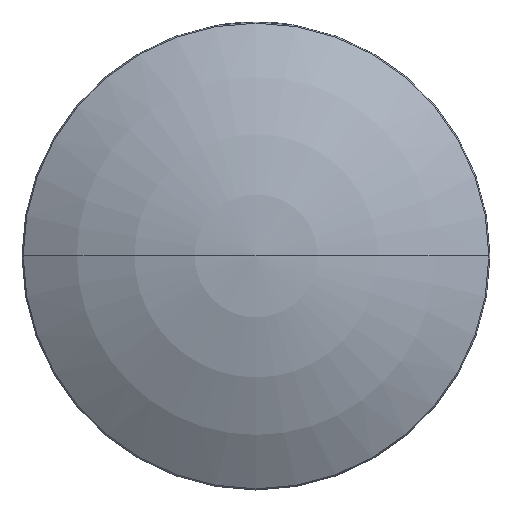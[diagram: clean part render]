
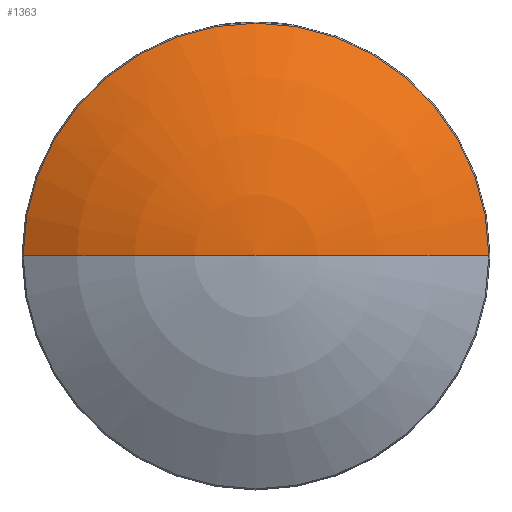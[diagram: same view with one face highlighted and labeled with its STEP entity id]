
A CAD part, top view. The second image highlights one B-rep face of the part: STEP entity #1363.
In plain terms, the highlighted toroidal (fillet/blend) face has major radius 0.013 mm and minor radius 46 mm.
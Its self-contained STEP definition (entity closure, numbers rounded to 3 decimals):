
#6 = DIRECTION ( 'NONE',  ( -1., 0., 0. ) ) ;
#53 = VERTEX_POINT ( 'NONE', #74 ) ;
#74 = CARTESIAN_POINT ( 'NONE',  ( 25.275, 0., -2.238 ) ) ;
#84 = EDGE_LOOP ( 'NONE', ( #1591, #923, #158 ) ) ;
#99 = CARTESIAN_POINT ( 'NONE',  ( 0., 0., -40.68 ) ) ;
#152 = FACE_OUTER_BOUND ( 'NONE', #84, .T. ) ;
#158 = ORIENTED_EDGE ( 'NONE', *, *, #1201, .F. ) ;
#185 = AXIS2_PLACEMENT_3D ( 'NONE', #862, #468, #1615 ) ;
#252 = DIRECTION ( 'NONE',  ( 0., 1., 0. ) ) ;
#363 = CARTESIAN_POINT ( 'NONE',  ( 0., 0., -2.238 ) ) ;
#398 = AXIS2_PLACEMENT_3D ( 'NONE', #363, #1620, #6 ) ;
#468 = DIRECTION ( 'NONE',  ( 0., -1., 0. ) ) ;
#474 = AXIS2_PLACEMENT_3D ( 'NONE', #1535, #252, #1281 ) ;
#505 = VERTEX_POINT ( 'NONE', #1241 ) ;
#576 = CIRCLE ( 'NONE', #185, 46. ) ;
#665 = CARTESIAN_POINT ( 'NONE',  ( 0., 0., 5.32 ) ) ;
#862 = CARTESIAN_POINT ( 'NONE',  ( 0.013, 0., -40.68 ) ) ;
#923 = ORIENTED_EDGE ( 'NONE', *, *, #1411, .T. ) ;
#990 = DIRECTION ( 'NONE',  ( 1., 0., 0. ) ) ;
#1018 = VERTEX_POINT ( 'NONE', #665 ) ;
#1201 = EDGE_CURVE ( 'NONE', #53, #1018, #576, .T. ) ;
#1220 = TOROIDAL_SURFACE ( 'NONE', #1306, 0.013, 46. ) ;
#1235 = DIRECTION ( 'NONE',  ( 0., 0., 1. ) ) ;
#1241 = CARTESIAN_POINT ( 'NONE',  ( -25.275, 0., -2.238 ) ) ;
#1281 = DIRECTION ( 'NONE',  ( -1., 0., 0. ) ) ;
#1306 = AXIS2_PLACEMENT_3D ( 'NONE', #99, #1235, #990 ) ;
#1363 = ADVANCED_FACE ( 'NONE', ( #152 ), #1220, .T. ) ;
#1411 = EDGE_CURVE ( 'NONE', #505, #1018, #1524, .T. ) ;
#1524 = CIRCLE ( 'NONE', #474, 46. ) ;
#1535 = CARTESIAN_POINT ( 'NONE',  ( -0.013, 0., -40.68 ) ) ;
#1552 = EDGE_CURVE ( 'NONE', #53, #505, #1586, .T. ) ;
#1586 = CIRCLE ( 'NONE', #398, 25.275 ) ;
#1591 = ORIENTED_EDGE ( 'NONE', *, *, #1552, .T. ) ;
#1615 = DIRECTION ( 'NONE',  ( 0., 0., -1. ) ) ;
#1620 = DIRECTION ( 'NONE',  ( 0., 0., 1. ) ) ;
